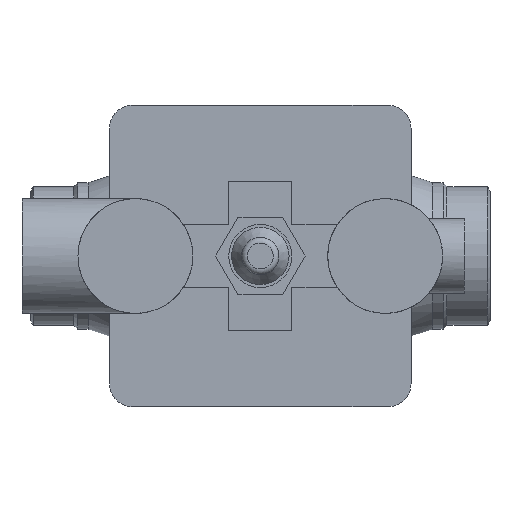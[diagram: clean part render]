
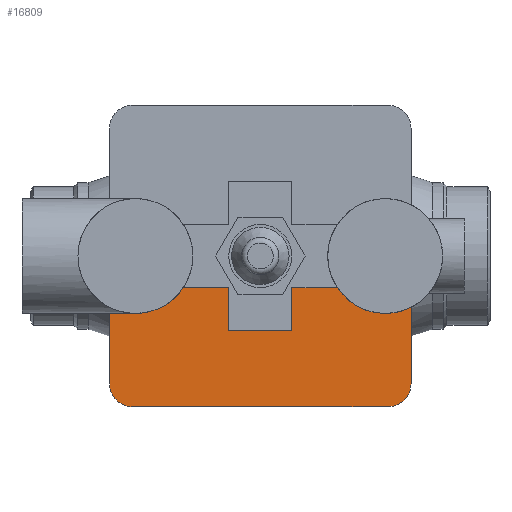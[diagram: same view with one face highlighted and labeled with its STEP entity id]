
A CAD part, front view. The second image highlights one B-rep face of the part: STEP entity #16809.
In plain terms, the highlighted planar face has unit normal (0, -1, 0).
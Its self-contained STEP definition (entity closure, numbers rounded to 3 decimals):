
#16585=CARTESIAN_POINT('',(27.5,-17.5,-97.));
#16586=VERTEX_POINT('',#16585);
#16593=CARTESIAN_POINT('',(27.5,-17.5,-72.096));
#16594=VERTEX_POINT('',#16593);
#16595=CARTESIAN_POINT('',(27.5,-17.5,-72.096));
#16596=DIRECTION('',(-0.,-0.,-1.));
#16597=VECTOR('',#16596,24.904);
#16598=LINE('',#16595,#16597);
#16599=EDGE_CURVE('',#16594,#16586,#16598,.T.);
#16683=CARTESIAN_POINT('',(32.5,-17.5,-72.096));
#16684=VERTEX_POINT('',#16683);
#16685=CARTESIAN_POINT('',(27.5,-17.5,-72.096));
#16686=DIRECTION('',(1.,0.,-0.));
#16687=VECTOR('',#16686,5.);
#16688=LINE('',#16685,#16687);
#16689=EDGE_CURVE('',#16594,#16684,#16688,.T.);
#16710=CARTESIAN_POINT('',(80.,-17.5,-52.5));
#16711=DIRECTION('',(0.,-1.,0.));
#16712=DIRECTION('',(1.,0.,0.));
#16713=AXIS2_PLACEMENT_3D('',#16710,#16711,#16712);
#16714=PLANE('',#16713);
#16715=ORIENTED_EDGE('',*,*,#16599,.T.);
#16716=CARTESIAN_POINT('',(35.5,-17.5,-105.));
#16717=VERTEX_POINT('',#16716);
#16718=CARTESIAN_POINT('',(35.5,-17.5,-97.));
#16719=DIRECTION('',(-0.,-1.,-0.));
#16720=DIRECTION('',(0.,-0.,1.));
#16721=AXIS2_PLACEMENT_3D('',#16718,#16719,#16720);
#16722=CIRCLE('',#16721,8.);
#16723=EDGE_CURVE('',#16586,#16717,#16722,.T.);
#16724=ORIENTED_EDGE('',*,*,#16723,.T.);
#16725=CARTESIAN_POINT('',(124.5,-17.5,-105.));
#16726=VERTEX_POINT('',#16725);
#16727=CARTESIAN_POINT('',(35.5,-17.5,-105.));
#16728=DIRECTION('',(1.,0.,-0.));
#16729=VECTOR('',#16728,89.);
#16730=LINE('',#16727,#16729);
#16731=EDGE_CURVE('',#16717,#16726,#16730,.T.);
#16732=ORIENTED_EDGE('',*,*,#16731,.T.);
#16733=CARTESIAN_POINT('',(132.5,-17.5,-97.));
#16734=VERTEX_POINT('',#16733);
#16735=CARTESIAN_POINT('',(124.5,-17.5,-97.));
#16736=DIRECTION('',(-0.,-1.,-0.));
#16737=DIRECTION('',(0.,-0.,1.));
#16738=AXIS2_PLACEMENT_3D('',#16735,#16736,#16737);
#16739=CIRCLE('',#16738,8.);
#16740=EDGE_CURVE('',#16726,#16734,#16739,.T.);
#16741=ORIENTED_EDGE('',*,*,#16740,.T.);
#16742=CARTESIAN_POINT('',(132.5,-17.5,-70.361));
#16743=VERTEX_POINT('',#16742);
#16744=CARTESIAN_POINT('',(132.5,-17.5,-97.));
#16745=DIRECTION('',(0.,0.,1.));
#16746=VECTOR('',#16745,26.639);
#16747=LINE('',#16744,#16746);
#16748=EDGE_CURVE('',#16734,#16743,#16747,.T.);
#16749=ORIENTED_EDGE('',*,*,#16748,.T.);
#16750=CARTESIAN_POINT('',(106.797,-17.5,-63.5));
#16751=VERTEX_POINT('',#16750);
#16752=CARTESIAN_POINT('',(123.5,-17.5,-52.5));
#16753=DIRECTION('',(0.,-1.,0.));
#16754=DIRECTION('',(0.,0.,-1.));
#16755=AXIS2_PLACEMENT_3D('',#16752,#16753,#16754);
#16756=CIRCLE('',#16755,20.);
#16757=EDGE_CURVE('',#16751,#16743,#16756,.T.);
#16758=ORIENTED_EDGE('',*,*,#16757,.F.);
#16759=CARTESIAN_POINT('',(91.,-17.5,-63.5));
#16760=VERTEX_POINT('',#16759);
#16761=CARTESIAN_POINT('',(91.,-17.5,-63.5));
#16762=DIRECTION('',(1.,0.,-0.));
#16763=VECTOR('',#16762,15.797);
#16764=LINE('',#16761,#16763);
#16765=EDGE_CURVE('',#16760,#16751,#16764,.T.);
#16766=ORIENTED_EDGE('',*,*,#16765,.F.);
#16767=CARTESIAN_POINT('',(91.,-17.5,-78.5));
#16768=VERTEX_POINT('',#16767);
#16769=CARTESIAN_POINT('',(91.,-17.5,-78.5));
#16770=DIRECTION('',(0.,0.,1.));
#16771=VECTOR('',#16770,15.);
#16772=LINE('',#16769,#16771);
#16773=EDGE_CURVE('',#16768,#16760,#16772,.T.);
#16774=ORIENTED_EDGE('',*,*,#16773,.F.);
#16775=CARTESIAN_POINT('',(69.,-17.5,-78.5));
#16776=VERTEX_POINT('',#16775);
#16777=CARTESIAN_POINT('',(69.,-17.5,-78.5));
#16778=DIRECTION('',(1.,0.,-0.));
#16779=VECTOR('',#16778,22.);
#16780=LINE('',#16777,#16779);
#16781=EDGE_CURVE('',#16776,#16768,#16780,.T.);
#16782=ORIENTED_EDGE('',*,*,#16781,.F.);
#16783=CARTESIAN_POINT('',(69.,-17.5,-63.5));
#16784=VERTEX_POINT('',#16783);
#16785=CARTESIAN_POINT('',(69.,-17.5,-63.5));
#16786=DIRECTION('',(0.,0.,-1.));
#16787=VECTOR('',#16786,15.);
#16788=LINE('',#16785,#16787);
#16789=EDGE_CURVE('',#16784,#16776,#16788,.T.);
#16790=ORIENTED_EDGE('',*,*,#16789,.F.);
#16791=CARTESIAN_POINT('',(53.203,-17.5,-63.5));
#16792=VERTEX_POINT('',#16791);
#16793=CARTESIAN_POINT('',(53.203,-17.5,-63.5));
#16794=DIRECTION('',(1.,0.,-0.));
#16795=VECTOR('',#16794,15.797);
#16796=LINE('',#16793,#16795);
#16797=EDGE_CURVE('',#16792,#16784,#16796,.T.);
#16798=ORIENTED_EDGE('',*,*,#16797,.F.);
#16799=CARTESIAN_POINT('',(36.5,-17.5,-52.5));
#16800=DIRECTION('',(0.,-1.,0.));
#16801=DIRECTION('',(0.,0.,-1.));
#16802=AXIS2_PLACEMENT_3D('',#16799,#16800,#16801);
#16803=CIRCLE('',#16802,20.);
#16804=EDGE_CURVE('',#16684,#16792,#16803,.T.);
#16805=ORIENTED_EDGE('',*,*,#16804,.F.);
#16806=ORIENTED_EDGE('',*,*,#16689,.F.);
#16807=EDGE_LOOP('',(#16715,#16724,#16732,#16741,#16749,#16758,#16766,#16774,#16782,#16790,#16798,#16805,#16806));
#16808=FACE_BOUND('',#16807,.T.);
#16809=ADVANCED_FACE('',(#16808),#16714,.T.);
